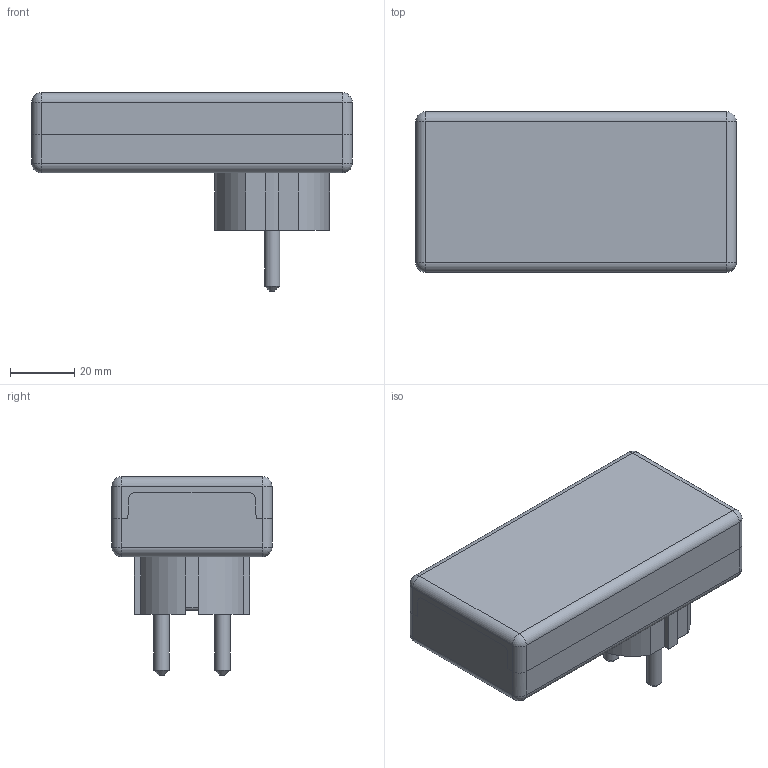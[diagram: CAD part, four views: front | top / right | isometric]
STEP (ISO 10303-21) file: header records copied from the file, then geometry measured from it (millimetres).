
FILE_DESCRIPTION((''),'2;1');
FILE_NAME('0601100700-MBPO_105025 ST.stp','2016-01-19T15:29:05',('robin.rentz'),(''),'Autodesk Inventor 2012','Autodesk Inventor 2012','');
FILE_SCHEMA(('AUTOMOTIVE_DESIGN { 1 2 10303 214 0 1 1 1 }'));
Length unit declared in the file: millimetre
Products named in the file (3): 0601100700-MBPO_105025 ST; 0601100702-UT_105025-40 ST; 0501100321-OT_105025
Assembly tree (2 placements, depth 2):
  0601100700-MBPO_105025 ST
    0601100702-UT_105025-40 ST
    0501100321-OT_105025
Bounding box: 100 x 50 x 62 mm (x, y, z)
Volume: 52741.9 mm3; surface area: 42297.1 mm2
Topology: 2 solids, 2 shells, 330 faces, 744 edges, 458 vertices
Faces by surface type: plane 196, cylinder 92, cone 34, sphere 8
Full cylindrical faces by diameter (mm): 2.4 x6, 2.6 x1, 3 x2, 4 x4, 4.5 x4, 4.75 x2, 4.8 x6, 5 x1, 6 x4, 8 x4, 8.5 x2, 9 x4
Entity records: 8940 total; most frequent: DIRECTION 1584, CARTESIAN_POINT 1485, ORIENTED_EDGE 1392, EDGE_CURVE 696, AXIS2_PLACEMENT_3D 553, VECTOR 478, LINE 478, VERTEX_POINT 454
